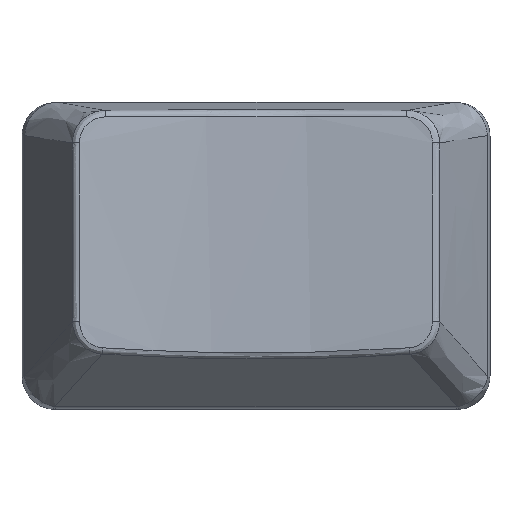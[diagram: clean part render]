
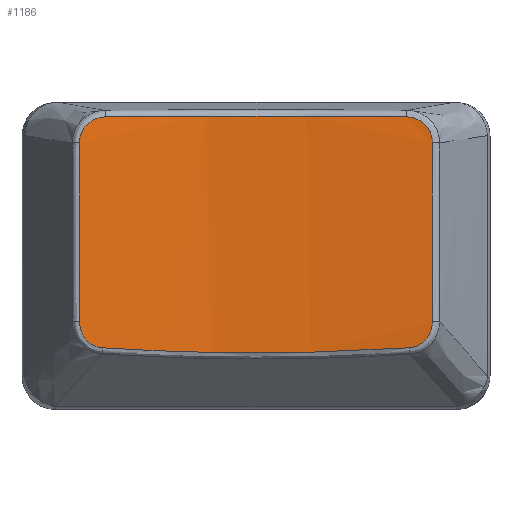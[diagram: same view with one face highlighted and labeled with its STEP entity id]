
A CAD part, top view. The second image highlights one B-rep face of the part: STEP entity #1186.
In plain terms, the highlighted free-form (B-spline) face has degree [1, 2] with [2, 3] control points.
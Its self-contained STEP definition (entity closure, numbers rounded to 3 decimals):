
#17=(
BOUNDED_SURFACE()
B_SPLINE_SURFACE(1,2,((#2453,#2454,#2455),(#2456,#2457,#2458)),
 .UNSPECIFIED.,.F.,.F.,.F.)
B_SPLINE_SURFACE_WITH_KNOTS((2,2),(3,3),(-0.07,0.135),
(-1.723,-1.418),.UNSPECIFIED.)
GEOMETRIC_REPRESENTATION_ITEM()
RATIONAL_B_SPLINE_SURFACE(((1.,0.988,1.),(1.,0.988,
1.)))
REPRESENTATION_ITEM('')
SURFACE()
);
#209=FACE_OUTER_BOUND('',#283,.T.);
#283=EDGE_LOOP('',(#902,#903,#904,#905,#906,#907,#908,#909));
#358=B_SPLINE_CURVE_WITH_KNOTS('',3,(#2153,#2154,#2155,#2156,#2157,#2158),
 .UNSPECIFIED.,.F.,.F.,(4,1,1,4),(0.,0.105,0.176,
0.246),.UNSPECIFIED.);
#359=B_SPLINE_CURVE_WITH_KNOTS('',3,(#2180,#2181,#2182,#2183),
 .UNSPECIFIED.,.F.,.F.,(4,4),(-1.059,0.),.UNSPECIFIED.);
#360=B_SPLINE_CURVE_WITH_KNOTS('',3,(#2217,#2218,#2219,#2220,#2221,#2222),
 .UNSPECIFIED.,.F.,.F.,(4,1,1,4),(0.,0.098,
0.164,0.23),.UNSPECIFIED.);
#361=B_SPLINE_CURVE_WITH_KNOTS('',3,(#2245,#2246,#2247,#2248),
 .UNSPECIFIED.,.F.,.F.,(4,4),(0.,1.83),
 .UNSPECIFIED.);
#362=B_SPLINE_CURVE_WITH_KNOTS('',3,(#2281,#2282,#2283,#2284,#2285,#2286),
 .UNSPECIFIED.,.F.,.F.,(4,1,1,4),(0.,0.066,
0.131,0.23),.UNSPECIFIED.);
#363=B_SPLINE_CURVE_WITH_KNOTS('',3,(#2308,#2309,#2310,#2311),
 .UNSPECIFIED.,.F.,.F.,(4,4),(-1.059,0.),.UNSPECIFIED.);
#366=B_SPLINE_CURVE_WITH_KNOTS('',3,(#2351,#2352,#2353,#2354,#2355),
 .UNSPECIFIED.,.F.,.F.,(4,1,4),(0.,0.105,0.246),
 .UNSPECIFIED.);
#368=B_SPLINE_CURVE_WITH_KNOTS('',3,(#2380,#2381,#2382,#2383),
 .UNSPECIFIED.,.F.,.F.,(4,4),(0.,1.792),
 .UNSPECIFIED.);
#489=VERTEX_POINT('',#2142);
#491=VERTEX_POINT('',#2151);
#492=VERTEX_POINT('',#2179);
#493=VERTEX_POINT('',#2215);
#494=VERTEX_POINT('',#2243);
#495=VERTEX_POINT('',#2279);
#496=VERTEX_POINT('',#2307);
#498=VERTEX_POINT('',#2343);
#631=EDGE_CURVE('',#491,#489,#358,.T.);
#632=EDGE_CURVE('',#489,#492,#359,.T.);
#635=EDGE_CURVE('',#492,#493,#360,.T.);
#637=EDGE_CURVE('',#493,#494,#361,.T.);
#639=EDGE_CURVE('',#494,#495,#362,.T.);
#640=EDGE_CURVE('',#495,#496,#363,.T.);
#645=EDGE_CURVE('',#496,#498,#366,.T.);
#647=EDGE_CURVE('',#498,#491,#368,.T.);
#902=ORIENTED_EDGE('',*,*,#631,.F.);
#903=ORIENTED_EDGE('',*,*,#647,.F.);
#904=ORIENTED_EDGE('',*,*,#645,.F.);
#905=ORIENTED_EDGE('',*,*,#640,.F.);
#906=ORIENTED_EDGE('',*,*,#639,.F.);
#907=ORIENTED_EDGE('',*,*,#637,.F.);
#908=ORIENTED_EDGE('',*,*,#635,.F.);
#909=ORIENTED_EDGE('',*,*,#632,.F.);
#1186=ADVANCED_FACE('',(#209),#17,.T.);
#2142=CARTESIAN_POINT('',(10.444,6.687,6.164));
#2151=CARTESIAN_POINT('',(8.886,8.221,5.864));
#2153=CARTESIAN_POINT('Ctrl Pts',(8.886,8.221,5.864));
#2154=CARTESIAN_POINT('Ctrl Pts',(9.232,8.217,5.909));
#2155=CARTESIAN_POINT('Ctrl Pts',(9.808,8.03,5.999));
#2156=CARTESIAN_POINT('Ctrl Pts',(10.338,7.388,6.111));
#2157=CARTESIAN_POINT('Ctrl Pts',(10.445,6.921,6.152));
#2158=CARTESIAN_POINT('Ctrl Pts',(10.444,6.687,6.164));
#2179=CARTESIAN_POINT('',(10.432,-3.892,6.717));
#2180=CARTESIAN_POINT('Ctrl Pts',(10.444,6.687,6.164));
#2181=CARTESIAN_POINT('Ctrl Pts',(10.44,3.161,6.348));
#2182=CARTESIAN_POINT('Ctrl Pts',(10.436,-0.365,6.532));
#2183=CARTESIAN_POINT('Ctrl Pts',(10.432,-3.892,6.717));
#2215=CARTESIAN_POINT('',(9.066,-5.443,6.604));
#2217=CARTESIAN_POINT('Ctrl Pts',(10.432,-3.892,6.717));
#2218=CARTESIAN_POINT('Ctrl Pts',(10.431,-4.219,6.734));
#2219=CARTESIAN_POINT('Ctrl Pts',(10.278,-4.771,6.739));
#2220=CARTESIAN_POINT('Ctrl Pts',(9.707,-5.306,6.683));
#2221=CARTESIAN_POINT('Ctrl Pts',(9.281,-5.429,6.632));
#2222=CARTESIAN_POINT('Ctrl Pts',(9.066,-5.443,6.604));
#2243=CARTESIAN_POINT('',(-9.066,-5.443,6.604));
#2245=CARTESIAN_POINT('Ctrl Pts',(9.066,-5.443,6.604));
#2246=CARTESIAN_POINT('Ctrl Pts',(3.063,-5.838,5.834));
#2247=CARTESIAN_POINT('Ctrl Pts',(-3.063,-5.838,5.834));
#2248=CARTESIAN_POINT('Ctrl Pts',(-9.066,-5.443,6.604));
#2279=CARTESIAN_POINT('',(-10.432,-3.892,6.717));
#2281=CARTESIAN_POINT('Ctrl Pts',(-9.066,-5.443,6.604));
#2282=CARTESIAN_POINT('Ctrl Pts',(-9.281,-5.429,6.632));
#2283=CARTESIAN_POINT('Ctrl Pts',(-9.707,-5.306,6.683));
#2284=CARTESIAN_POINT('Ctrl Pts',(-10.278,-4.771,6.739));
#2285=CARTESIAN_POINT('Ctrl Pts',(-10.431,-4.219,6.734));
#2286=CARTESIAN_POINT('Ctrl Pts',(-10.432,-3.892,6.717));
#2307=CARTESIAN_POINT('',(-10.444,6.687,6.164));
#2308=CARTESIAN_POINT('Ctrl Pts',(-10.432,-3.892,6.717));
#2309=CARTESIAN_POINT('Ctrl Pts',(-10.436,-0.365,
6.532));
#2310=CARTESIAN_POINT('Ctrl Pts',(-10.44,3.161,6.348));
#2311=CARTESIAN_POINT('Ctrl Pts',(-10.444,6.687,6.164));
#2343=CARTESIAN_POINT('',(-8.886,8.221,5.864));
#2351=CARTESIAN_POINT('Ctrl Pts',(-10.444,6.687,6.164));
#2352=CARTESIAN_POINT('Ctrl Pts',(-10.445,7.038,6.146));
#2353=CARTESIAN_POINT('Ctrl Pts',(-10.153,7.856,6.057));
#2354=CARTESIAN_POINT('Ctrl Pts',(-9.347,8.216,5.924));
#2355=CARTESIAN_POINT('Ctrl Pts',(-8.886,8.221,5.864));
#2380=CARTESIAN_POINT('Ctrl Pts',(-8.886,8.221,5.864));
#2381=CARTESIAN_POINT('Ctrl Pts',(-2.995,8.289,5.1));
#2382=CARTESIAN_POINT('Ctrl Pts',(2.995,8.289,5.1));
#2383=CARTESIAN_POINT('Ctrl Pts',(8.886,8.221,5.864));
#2453=CARTESIAN_POINT('Ctrl Pts',(10.445,-5.714,6.814));
#2454=CARTESIAN_POINT('Ctrl Pts',(0.,-5.797,
5.228));
#2455=CARTESIAN_POINT('Ctrl Pts',(-10.445,-5.714,6.814));
#2456=CARTESIAN_POINT('Ctrl Pts',(10.445,8.34,6.078));
#2457=CARTESIAN_POINT('Ctrl Pts',(0.,8.257,
4.491));
#2458=CARTESIAN_POINT('Ctrl Pts',(-10.445,8.34,6.078));
